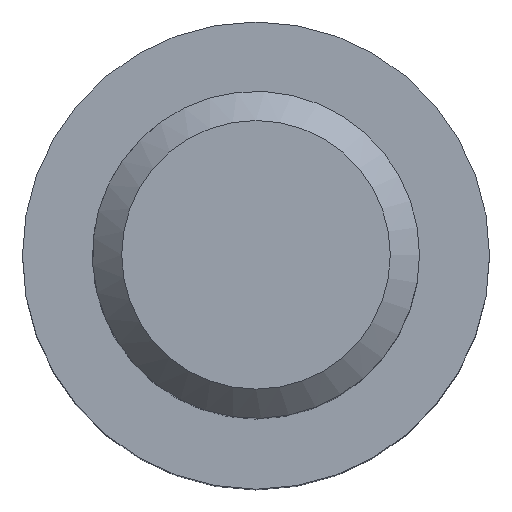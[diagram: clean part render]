
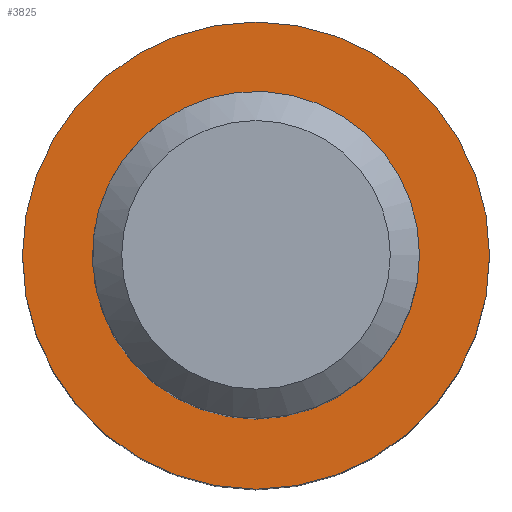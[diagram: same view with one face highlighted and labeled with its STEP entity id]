
A CAD part, top view. The second image highlights one B-rep face of the part: STEP entity #3825.
In plain terms, the highlighted planar face has unit normal (0, 0, 1).
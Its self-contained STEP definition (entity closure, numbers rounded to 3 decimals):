
#124 = CARTESIAN_POINT ( 'NONE',  ( 0., 0., 4. ) ) ;
#921 = ORIENTED_EDGE ( 'NONE', *, *, #10847, .T. ) ;
#1387 = EDGE_LOOP ( 'NONE', ( #921 ) ) ;
#1890 = VERTEX_POINT ( 'NONE', #7925 ) ;
#2381 = FACE_OUTER_BOUND ( 'NONE', #1387, .T. ) ;
#2732 = AXIS2_PLACEMENT_3D ( 'NONE', #124, #4058, #10057 ) ;
#3529 = DIRECTION ( 'NONE',  ( 1., 0., 0. ) ) ;
#3618 = AXIS2_PLACEMENT_3D ( 'NONE', #9403, #10390, #3529 ) ;
#3825 = ADVANCED_FACE ( 'NONE', ( #2381, #4841 ), #11985, .T. ) ;
#3881 = CARTESIAN_POINT ( 'NONE',  ( 4., 0., 4. ) ) ;
#4058 = DIRECTION ( 'NONE',  ( 0., 0., 1. ) ) ;
#4208 = EDGE_LOOP ( 'NONE', ( #12180 ) ) ;
#4275 = CIRCLE ( 'NONE', #12305, 4. ) ;
#4841 = FACE_BOUND ( 'NONE', #4208, .T. ) ;
#6659 = EDGE_CURVE ( 'NONE', #1890, #1890, #11543, .T. ) ;
#6983 = CARTESIAN_POINT ( 'NONE',  ( 0., 0., 4. ) ) ;
#7024 = DIRECTION ( 'NONE',  ( 0., 0., 1. ) ) ;
#7925 = CARTESIAN_POINT ( 'NONE',  ( 2.8, 0., 4. ) ) ;
#9403 = CARTESIAN_POINT ( 'NONE',  ( 0., 0., 4. ) ) ;
#10057 = DIRECTION ( 'NONE',  ( 1., 0., 0. ) ) ;
#10390 = DIRECTION ( 'NONE',  ( 0., 0., 1. ) ) ;
#10847 = EDGE_CURVE ( 'NONE', #11597, #11597, #4275, .T. ) ;
#11543 = CIRCLE ( 'NONE', #3618, 2.8 ) ;
#11597 = VERTEX_POINT ( 'NONE', #3881 ) ;
#11962 = DIRECTION ( 'NONE',  ( 1., 0., 0. ) ) ;
#11985 = PLANE ( 'NONE',  #2732 ) ;
#12180 = ORIENTED_EDGE ( 'NONE', *, *, #6659, .F. ) ;
#12305 = AXIS2_PLACEMENT_3D ( 'NONE', #6983, #7024, #11962 ) ;
